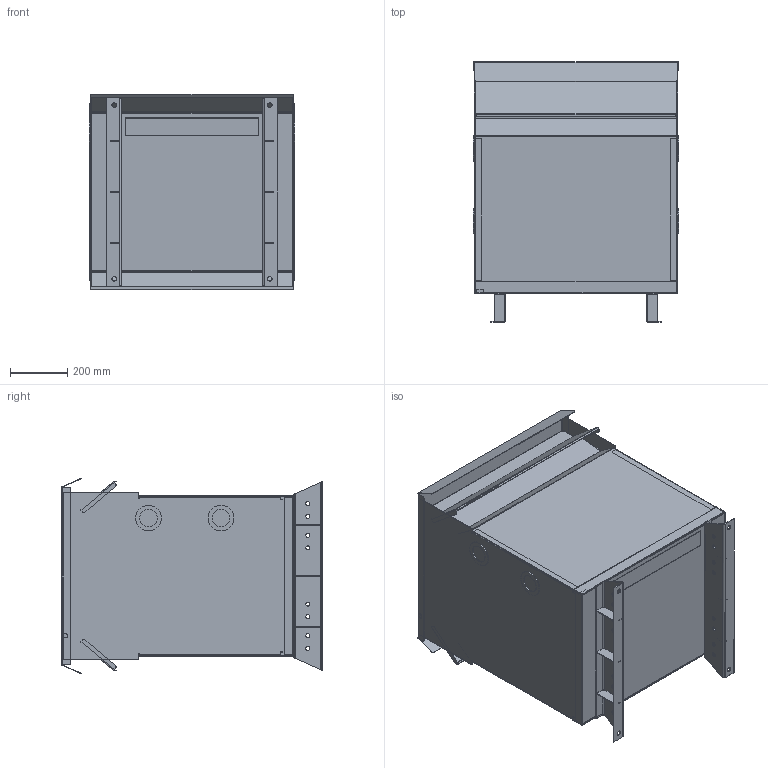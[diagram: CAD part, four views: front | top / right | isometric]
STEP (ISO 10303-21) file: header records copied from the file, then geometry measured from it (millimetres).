
FILE_DESCRIPTION (( 'STEP AP214' ), '1' );
FILE_NAME ('DH3-N3R.STEP', '2018-01-17T21:48:52', ( '' ), ( '' ), 'SwSTEP 2.0', 'SolidWorks 2016', '' );
FILE_SCHEMA (( 'AUTOMOTIVE_DESIGN' ));
Length unit declared in the file: inch
Products named in the file (1): DH3-N3R
Bounding box: 719.32 x 914.33 x 685.92 mm (x, y, z)
Volume: 6054394.6 mm3; surface area: 7327698 mm2
Topology: 15 solids, 15 shells, 472 faces, 1156 edges, 736 vertices
Faces by surface type: plane 290, cylinder 174, bspline 8
Entity records: 14254 total; most frequent: CARTESIAN_POINT 2629, DIRECTION 2406, ORIENTED_EDGE 2312, EDGE_CURVE 1156, LINE 804, VECTOR 804, AXIS2_PLACEMENT_3D 801, VERTEX_POINT 736
